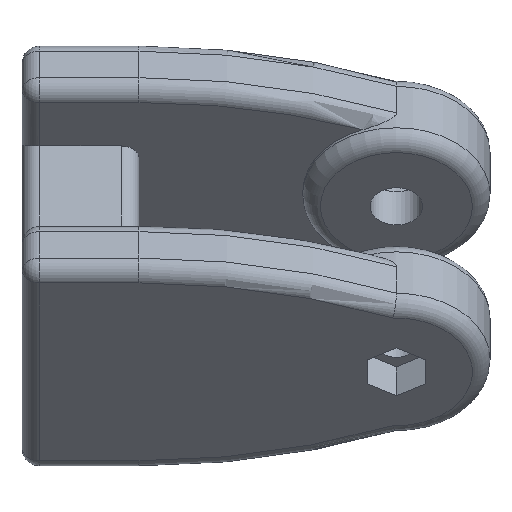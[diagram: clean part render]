
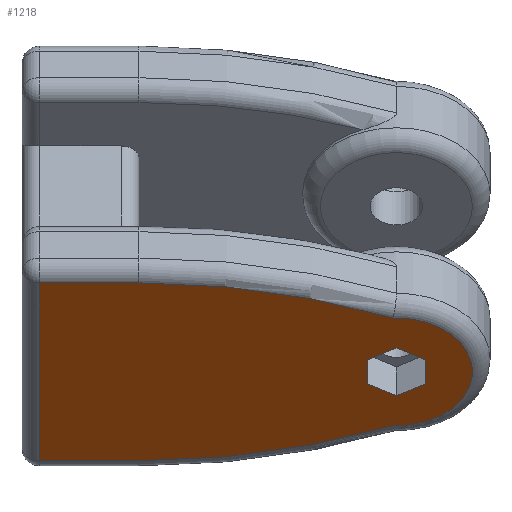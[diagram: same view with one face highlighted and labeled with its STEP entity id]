
A CAD part, left-side view. The second image highlights one B-rep face of the part: STEP entity #1218.
In plain terms, the highlighted planar face has unit normal (-0.707, 0, -0.707).
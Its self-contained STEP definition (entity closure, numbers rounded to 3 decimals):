
#87=FACE_BOUND('',#310,.T.);
#108=CIRCLE('',#1284,57.566);
#109=CIRCLE('',#1286,6.5);
#114=CIRCLE('',#1293,57.566);
#230=FACE_OUTER_BOUND('',#309,.T.);
#309=EDGE_LOOP('',(#1005,#1006,#1007,#1008,#1009,#1010));
#310=EDGE_LOOP('',(#1011,#1012,#1013,#1014,#1015,#1016));
#339=LINE('',#1840,#422);
#343=LINE('',#1848,#426);
#346=LINE('',#1854,#429);
#349=LINE('',#1860,#432);
#352=LINE('',#1866,#435);
#355=LINE('',#1871,#438);
#364=LINE('',#1918,#447);
#366=LINE('',#1972,#449);
#368=LINE('',#1975,#451);
#422=VECTOR('',#1426,10.);
#426=VECTOR('',#1432,10.);
#429=VECTOR('',#1437,10.);
#432=VECTOR('',#1442,10.);
#435=VECTOR('',#1447,10.);
#438=VECTOR('',#1452,10.);
#447=VECTOR('',#1501,10.);
#449=VECTOR('',#1533,10.);
#451=VECTOR('',#1537,10.);
#505=VERTEX_POINT('',#1838);
#506=VERTEX_POINT('',#1839);
#509=VERTEX_POINT('',#1847);
#511=VERTEX_POINT('',#1853);
#513=VERTEX_POINT('',#1859);
#515=VERTEX_POINT('',#1865);
#532=VERTEX_POINT('',#1910);
#533=VERTEX_POINT('',#1914);
#536=VERTEX_POINT('',#1922);
#537=VERTEX_POINT('',#1939);
#541=VERTEX_POINT('',#1961);
#542=VERTEX_POINT('',#1965);
#610=EDGE_CURVE('',#505,#506,#339,.T.);
#614=EDGE_CURVE('',#509,#505,#343,.T.);
#617=EDGE_CURVE('',#511,#509,#346,.T.);
#620=EDGE_CURVE('',#513,#511,#349,.T.);
#623=EDGE_CURVE('',#515,#513,#352,.T.);
#626=EDGE_CURVE('',#506,#515,#355,.T.);
#648=EDGE_CURVE('',#532,#533,#364,.T.);
#650=EDGE_CURVE('',#533,#536,#108,.T.);
#652=EDGE_CURVE('',#536,#537,#109,.T.);
#658=EDGE_CURVE('',#537,#542,#114,.T.);
#662=EDGE_CURVE('',#542,#541,#366,.T.);
#664=EDGE_CURVE('',#541,#532,#368,.T.);
#1005=ORIENTED_EDGE('',*,*,#648,.F.);
#1006=ORIENTED_EDGE('',*,*,#664,.F.);
#1007=ORIENTED_EDGE('',*,*,#662,.F.);
#1008=ORIENTED_EDGE('',*,*,#658,.F.);
#1009=ORIENTED_EDGE('',*,*,#652,.F.);
#1010=ORIENTED_EDGE('',*,*,#650,.F.);
#1011=ORIENTED_EDGE('',*,*,#610,.T.);
#1012=ORIENTED_EDGE('',*,*,#626,.T.);
#1013=ORIENTED_EDGE('',*,*,#623,.T.);
#1014=ORIENTED_EDGE('',*,*,#620,.T.);
#1015=ORIENTED_EDGE('',*,*,#617,.T.);
#1016=ORIENTED_EDGE('',*,*,#614,.T.);
#1152=PLANE('',#1375);
#1218=ADVANCED_FACE('',(#230,#87),#1152,.T.);
#1284=AXIS2_PLACEMENT_3D('',#1923,#1506,#1507);
#1286=AXIS2_PLACEMENT_3D('',#1940,#1510,#1511);
#1293=AXIS2_PLACEMENT_3D('',#1966,#1524,#1525);
#1375=AXIS2_PLACEMENT_3D('',#2223,#1733,#1734);
#1426=DIRECTION('',(-0.354,0.866,0.354));
#1432=DIRECTION('',(0.354,0.866,-0.354));
#1437=DIRECTION('',(0.707,0.,-0.707));
#1442=DIRECTION('',(0.354,-0.866,-0.354));
#1447=DIRECTION('',(-0.354,-0.866,0.354));
#1452=DIRECTION('',(-0.707,0.,0.707));
#1501=DIRECTION('',(0.,-1.,0.));
#1506=DIRECTION('center_axis',(0.707,0.,0.707));
#1507=DIRECTION('ref_axis',(-0.694,-0.19,0.694));
#1510=DIRECTION('center_axis',(0.707,0.,0.707));
#1511=DIRECTION('ref_axis',(0.,-1.,0.));
#1524=DIRECTION('center_axis',(0.707,0.,0.707));
#1525=DIRECTION('ref_axis',(0.694,-0.19,-0.694));
#1533=DIRECTION('',(0.,1.,0.));
#1537=DIRECTION('',(-0.707,0.,0.707));
#1733=DIRECTION('center_axis',(-0.707,0.,
-0.707));
#1734=DIRECTION('ref_axis',(-0.707,0.,0.707));
#1838=CARTESIAN_POINT('',(14.294,-32.,-2.812));
#1839=CARTESIAN_POINT('',(13.27,-29.49,-1.787));
#1840=CARTESIAN_POINT('',(11.589,-25.372,-0.106));
#1847=CARTESIAN_POINT('',(13.27,-34.51,-1.787));
#1848=CARTESIAN_POINT('',(15.975,-27.883,-4.493));
#1853=CARTESIAN_POINT('',(11.22,-34.51,0.262));
#1854=CARTESIAN_POINT('',(11.732,-34.51,-0.25));
#1859=CARTESIAN_POINT('',(10.195,-32.,1.287));
#1860=CARTESIAN_POINT('',(8.002,-26.627,3.48));
#1865=CARTESIAN_POINT('',(11.22,-29.49,0.262));
#1866=CARTESIAN_POINT('',(13.413,-24.118,-1.931));
#1871=CARTESIAN_POINT('',(12.757,-29.49,-1.275));
#1910=CARTESIAN_POINT('',(4.643,-1.5,6.839));
#1914=CARTESIAN_POINT('',(4.643,-10.,6.839));
#1918=CARTESIAN_POINT('',(4.643,-8.,6.839));
#1922=CARTESIAN_POINT('',(7.653,-31.723,3.829));
#1923=CARTESIAN_POINT('Origin',(45.349,-10.,-33.867));
#1939=CARTESIAN_POINT('',(16.837,-31.723,-5.355));
#1940=CARTESIAN_POINT('Origin',(12.245,-32.,-0.763));
#1961=CARTESIAN_POINT('',(19.846,-1.5,-8.364));
#1965=CARTESIAN_POINT('',(19.846,-10.,-8.364));
#1966=CARTESIAN_POINT('Origin',(-20.859,-10.,32.341));
#1972=CARTESIAN_POINT('',(19.846,-8.,-8.364));
#1975=CARTESIAN_POINT('',(14.163,-1.5,-2.681));
#2223=CARTESIAN_POINT('Origin',(12.245,-16.,-0.763));
